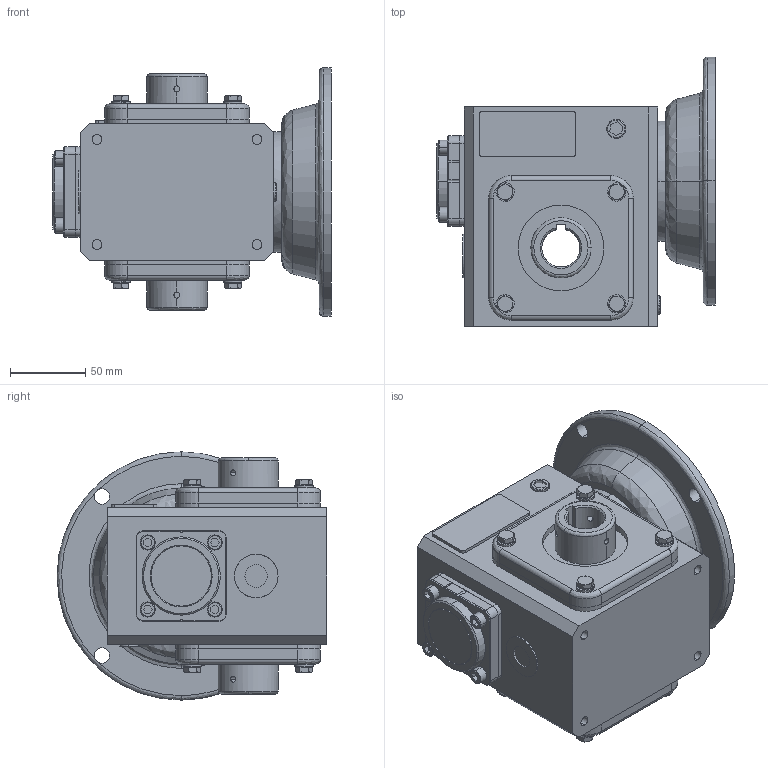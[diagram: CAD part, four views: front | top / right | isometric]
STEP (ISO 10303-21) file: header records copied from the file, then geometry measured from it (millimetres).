
FILE_DESCRIPTION (( 'STEP AP203' ), '1' );
FILE_NAME ('WG-175-060-H.step', '2016-01-28T21:53:57', ( '' ), ( '' ), 'SwSTEP 2.0', 'SolidWorks 2015', '' );
FILE_SCHEMA (( 'CONFIG_CONTROL_DESIGN' ));
Length unit declared in the file: inch
Products named in the file (1): WG-175-060-H
Bounding box: 185 x 179.32 x 165 mm (x, y, z)
Volume: 2147837.7 mm3; surface area: 246903.1 mm2
Topology: 44 solids, 44 shells, 661 faces, 1486 edges, 964 vertices
Faces by surface type: plane 339, cylinder 194, cone 99, bspline 29
Entity records: 23552 total; most frequent: CARTESIAN_POINT 8865, DIRECTION 2987, ORIENTED_EDGE 2972, EDGE_CURVE 1486, AXIS2_PLACEMENT_3D 1130, VERTEX_POINT 964, EDGE_LOOP 744, VECTOR 727
